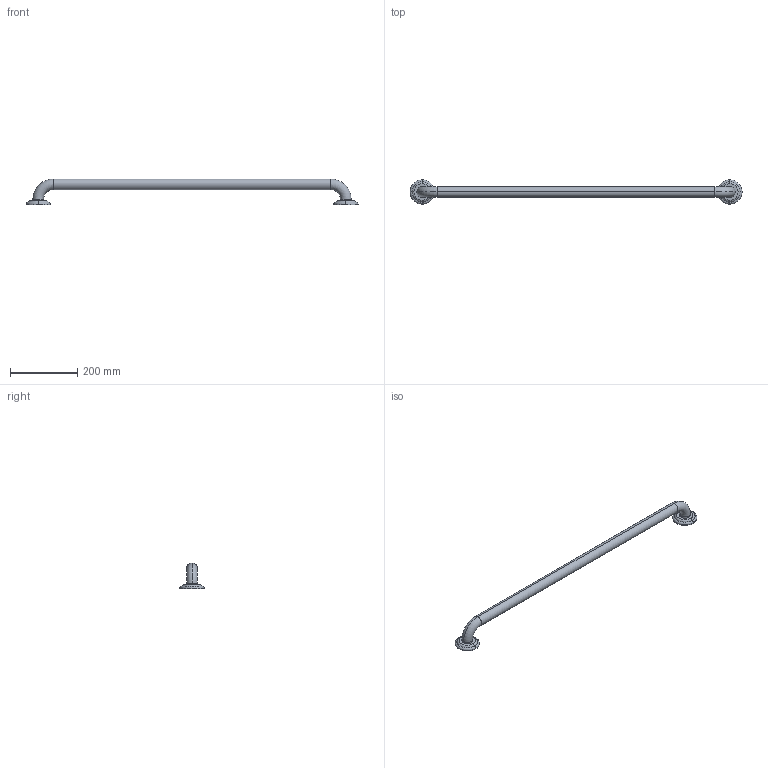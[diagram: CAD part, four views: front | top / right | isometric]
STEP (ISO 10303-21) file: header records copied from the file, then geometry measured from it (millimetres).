
FILE_DESCRIPTION((''),'2;1');
FILE_NAME('10-40_WEB','2010-06-17T',('shambuling'),(''),'PRO/ENGINEER BY PARAMETRIC TECHNOLOGY CORPORATION, 2009300','PRO/ENGINEER BY PARAMETRIC TECHNOLOGY CORPORATION, 2009300','');
FILE_SCHEMA(('CONFIG_CONTROL_DESIGN'));
Length unit declared in the file: inch
Products named in the file (1): 10-40_WEB
Bounding box: 986.66 x 72.26 x 76.76 mm (x, y, z)
Surface area: 127460.9 mm2 (no closed solid volume)
Topology: 0 solids, 9 shells, 32 faces, 64 edges, 42 vertices
Faces by surface type: torus 12, cylinder 10, plane 8, bspline 2
Entity records: 902 total; most frequent: CARTESIAN_POINT 180, DIRECTION 168, ORIENTED_EDGE 110, AXIS2_PLACEMENT_3D 78, EDGE_CURVE 64, CIRCLE 48, VERTEX_POINT 42, EDGE_LOOP 32
